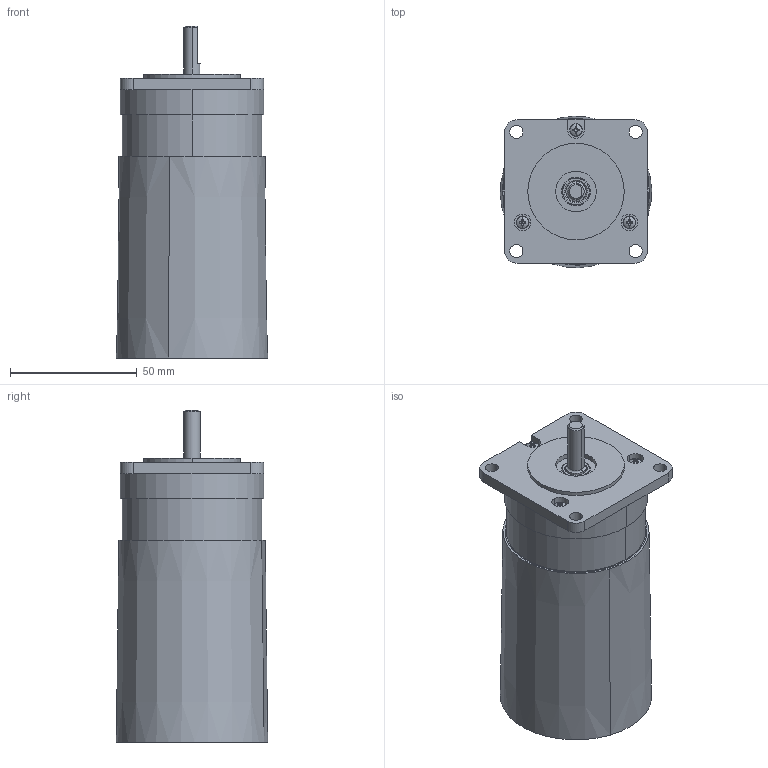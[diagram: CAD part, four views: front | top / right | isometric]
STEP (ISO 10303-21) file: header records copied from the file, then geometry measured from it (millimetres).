
FILE_DESCRIPTION (( 'STEP AP214' ), '1' );
FILE_NAME ('MAC083-XXXXXX-X.STEP', '2023-09-27T09:34:25', ( '' ), ( '' ), 'SwSTEP 2.0', 'SolidWorks 2023', '' );
FILE_SCHEMA (( 'AUTOMOTIVE_DESIGN' ));
Length unit declared in the file: millimetre
Products named in the file (6): Shaft variants MAC083-320 (base)_Ø6.35 L20.6 D-shaped ; MAC083-320 (base)_MAC083; pan head cross recess screw_din_DIN EN ISO 7045 - M2.5 x 8 - Z - 8N; MM0315 MAC50-140 Housing; 5972K501_Ball Bearing_5972K501; MAC083-XXXXXX-X
Assembly tree (7 placements, depth 2):
  MAC083-XXXXXX-X
    MAC083-320 (base)_MAC083
    MM0315 MAC50-140 Housing
    pan head cross recess screw_din_DIN EN ISO 7045 - M2.5 x 8 - Z - 8N  x3
    Shaft variants MAC083-320 (base)_Ø6.35 L20.6 D-shaped 
    5972K501_Ball Bearing_5972K501
Bounding box: 59.76 x 59.76 x 131.12 mm (x, y, z)
Volume: 121103.6 mm3; surface area: 54188.5 mm2
Topology: 19 solids, 19 shells, 576 faces, 1473 edges, 934 vertices
Faces by surface type: plane 229, cone 148, cylinder 129, torus 50, sphere 20
Entity records: 17610 total; most frequent: CARTESIAN_POINT 4546, DIRECTION 2603, ORIENTED_EDGE 2456, EDGE_CURVE 1228, AXIS2_PLACEMENT_3D 1074, VERTEX_POINT 793, CIRCLE 574, EDGE_LOOP 553
